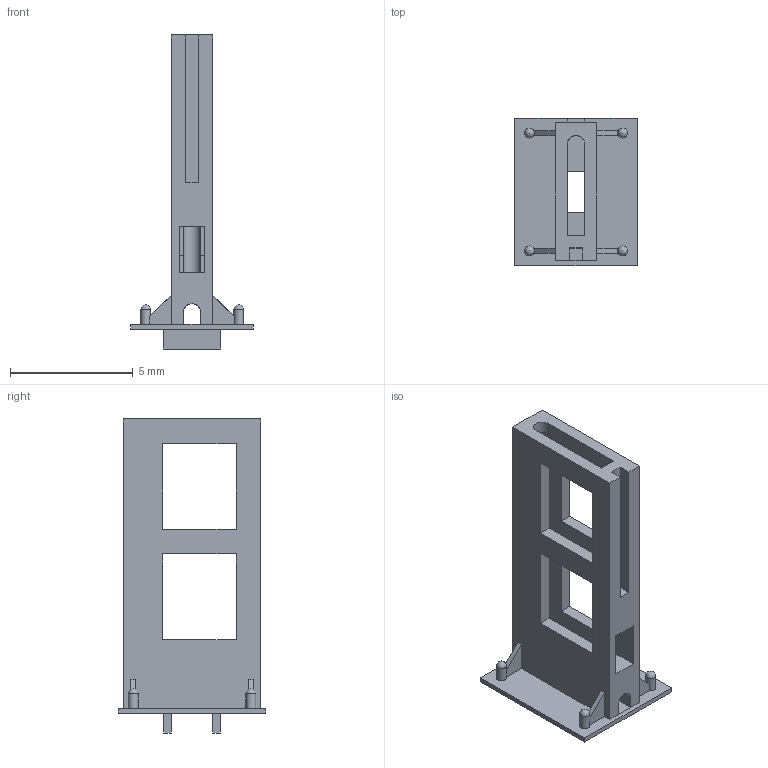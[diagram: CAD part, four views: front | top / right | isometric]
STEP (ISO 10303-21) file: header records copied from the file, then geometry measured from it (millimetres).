
FILE_DESCRIPTION(('FreeCAD Model'),'2;1');
FILE_NAME('Open CASCADE Shape Model','2024-03-24T14:59:39',('FreeCAD'),( 'FreeCAD'),'Open CASCADE STEP processor 7.6','FreeCAD','Unknown');
FILE_SCHEMA(('AUTOMOTIVE_DESIGN { 1 0 10303 214 1 1 1 1 }'));
Length unit declared in the file: millimetre
Products named in the file (1): Open CASCADE STEP translator 7.6 1
Bounding box: 5 x 6 x 12.8 mm (x, y, z)
Volume: 60.9 mm3; surface area: 314.7 mm2
Topology: 1 solids, 1 shells, 136 faces, 387 edges, 239 vertices
Faces by surface type: plane 124, cylinder 8, sphere 4
Full cylindrical faces by diameter (mm): 0.4 x4
Entity records: 9389 total; most frequent: CARTESIAN_POINT 1655, DIRECTION 1454, LINE 1021, VECTOR 1021, ORIENTED_EDGE 766, PCURVE 766, DEFINITIONAL_REPRESENTATION 766, EDGE_CURVE 383
